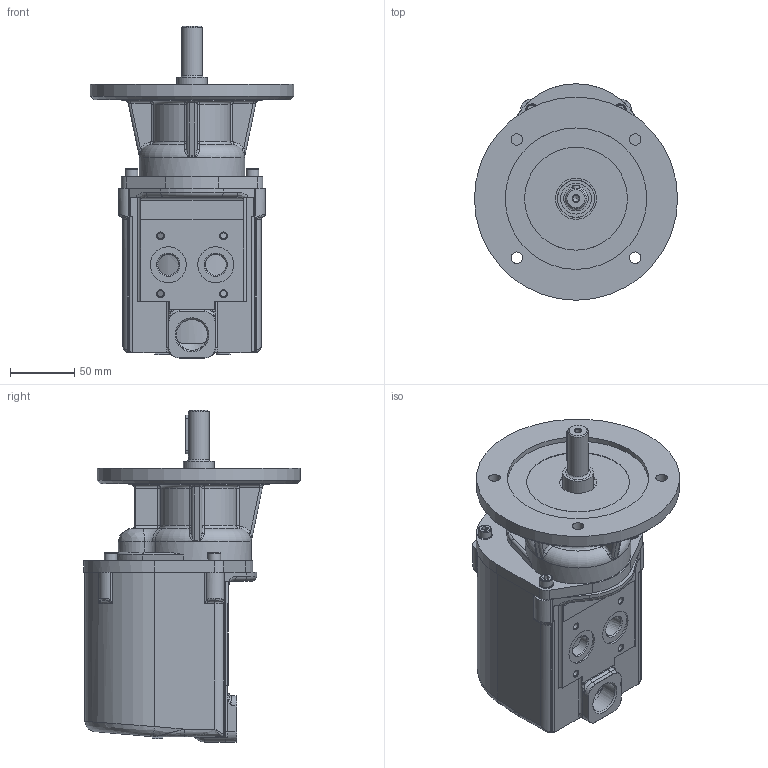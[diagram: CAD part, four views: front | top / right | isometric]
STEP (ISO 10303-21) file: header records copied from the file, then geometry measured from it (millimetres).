
FILE_DESCRIPTION((''),'2;1');
FILE_NAME('MU 200-1400_46600005.stp','2010-01-25T13:17:42',('rmorof'),(''),'Autodesk Inventor 2008','Autodesk Inventor 2008','');
FILE_SCHEMA(('CONFIG_CONTROL_DESIGN'));
Length unit declared in the file: millimetre
Products named in the file (1): MU 200-1400_46600005
Bounding box: 158 x 168.5 x 258.2 mm (x, y, z)
Volume: 1767493.9 mm3; surface area: 231803.5 mm2
Topology: 1 solids, 15 shells, 697 faces, 1723 edges, 1077 vertices
Faces by surface type: plane 256, cylinder 209, bspline 165, torus 35, cone 23, sphere 9
Full cylindrical faces by diameter (mm): 4 x1, 6 x5, 6.4 x5, 10 x5, 11 x5, 16 x1, 19.6 x1, 20 x1, 24 x1, 28.802 x2, 38.198 x2, 40 x1, 110 x1, 158 x1
Entity records: 30727 total; most frequent: CARTESIAN_POINT 14779, ORIENTED_EDGE 3140, DIRECTION 3020, EDGE_CURVE 1570, AXIS2_PLACEMENT_3D 1187, VERTEX_POINT 1039, EDGE_LOOP 857, FACE_OUTER_BOUND 697
